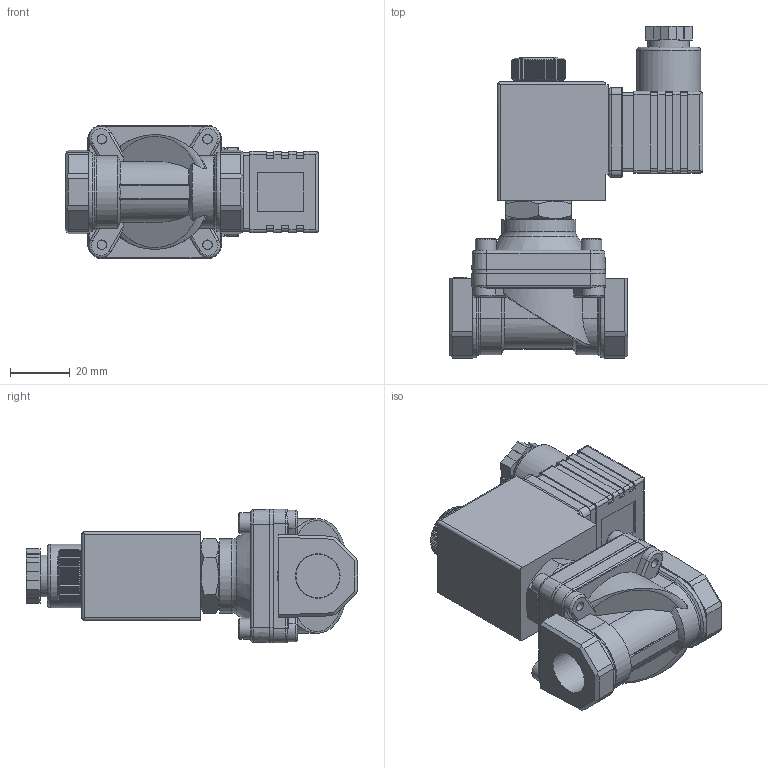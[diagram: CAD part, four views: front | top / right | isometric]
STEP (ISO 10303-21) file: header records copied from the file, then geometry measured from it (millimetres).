
FILE_DESCRIPTION((''),'2;1');
FILE_NAME('MZ1A16P010D23050.stp','2022-01-20T16:33:46',('RL'),(''),'Autodesk Inventor 2012','Autodesk Inventor 2012','');
FILE_SCHEMA(('AUTOMOTIVE_DESIGN { 1 0 10303 214 1 1 1 1 }'));
Length unit declared in the file: millimetre
Products named in the file (3): MZ1A16P010D230/50; MZ1A16E010D23050; GDA09 (1)
Assembly tree (2 placements, depth 2):
  MZ1A16P010D230/50
    MZ1A16E010D23050
    GDA09 (1)
Bounding box: 85.1 x 111.55 x 45 mm (x, y, z)
Volume: 134719 mm3; surface area: 33914.3 mm2
Topology: 3 solids, 9 shells, 864 faces, 2279 edges, 1478 vertices
Faces by surface type: plane 594, cylinder 187, torus 44, cone 39
Full cylindrical faces by diameter (mm): 1.7 x3, 2.459 x1, 3 x1, 3.2 x1, 3.242 x4, 4 x4, 4.1 x4, 4.55 x4, 5.5 x1, 6.6 x2, 7 x5, 8.5 x1, 10.5 x1, 13 x1, 14 x1, 14.7 x2, 14.95 x2, 16 x1, 18 x1, 21.5 x1, 21.8 x1, 22 x1, 24.9 x1
Entity records: 26929 total; most frequent: CARTESIAN_POINT 5753, ORIENTED_EDGE 4396, DIRECTION 3958, EDGE_CURVE 2198, VERTEX_POINT 1466, AXIS2_PLACEMENT_3D 1344, VECTOR 1270, LINE 1270
